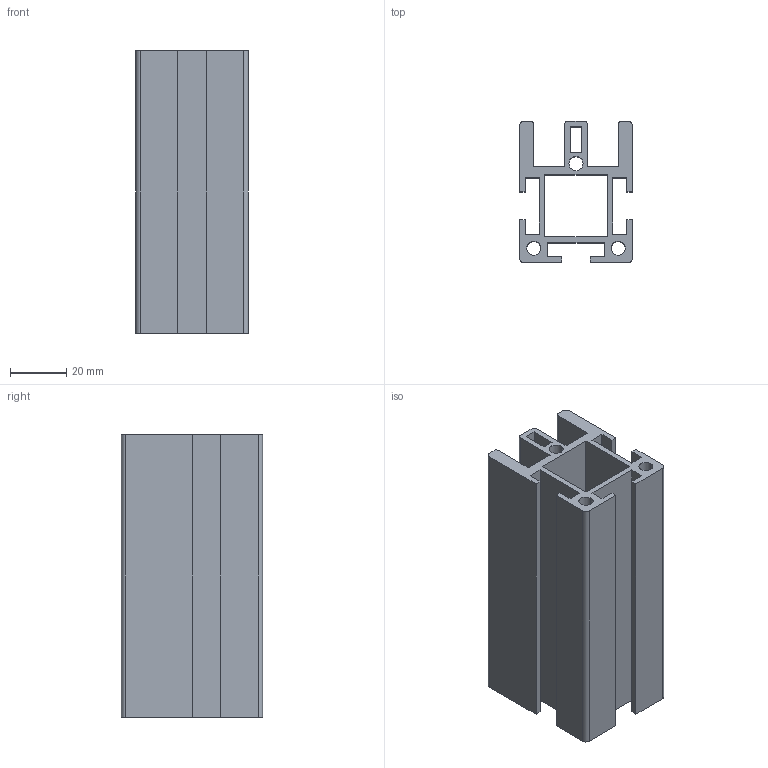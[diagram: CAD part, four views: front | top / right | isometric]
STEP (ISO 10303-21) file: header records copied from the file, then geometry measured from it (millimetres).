
FILE_DESCRIPTION(('Creo Elements/Direct Modeling STEP Export'),'2;1');
FILE_NAME('44.0011_Schiebetürenprofil-MMS-44_40x50mm.stp','2022-03-21T 8:56:12',(''),(''),'PTC Creo Elements/Direct Modeling STEP processor for AP214 (Solid Model)','PTC Creo Elements/Direct Modeling 19.0C 15-Aug-2015 (C) Parametric Technology GmbH','');
FILE_SCHEMA(('AUTOMOTIVE_DESIGN { 1 0 10303 214 1 1 1 1 }'));
Length unit declared in the file: millimetre
Products named in the file (2): Schiebetürenprofil-MMS-44_40x50mm_44.0011_PX171812
Assembly tree (1 placements, depth 2):
  Schiebetürenprofil-MMS-44_40x50mm_44.0011_PX171812
    Schiebetürenprofil-MMS-44_40x50mm_44.0011_PX171812
Bounding box: 40 x 50 x 100 mm (x, y, z)
Volume: 70603.9 mm3; surface area: 51678.1 mm2
Topology: 1 solids, 1 shells, 60 faces, 176 edges, 118 vertices
Faces by surface type: plane 46, cylinder 14
Entity records: 2011 total; most frequent: ORIENTED_EDGE 352, CARTESIAN_POINT 348, DIRECTION 314, EDGE_CURVE 176, VECTOR 146, LINE 146, VERTEX_POINT 118, AXIS2_PLACEMENT_3D 84
